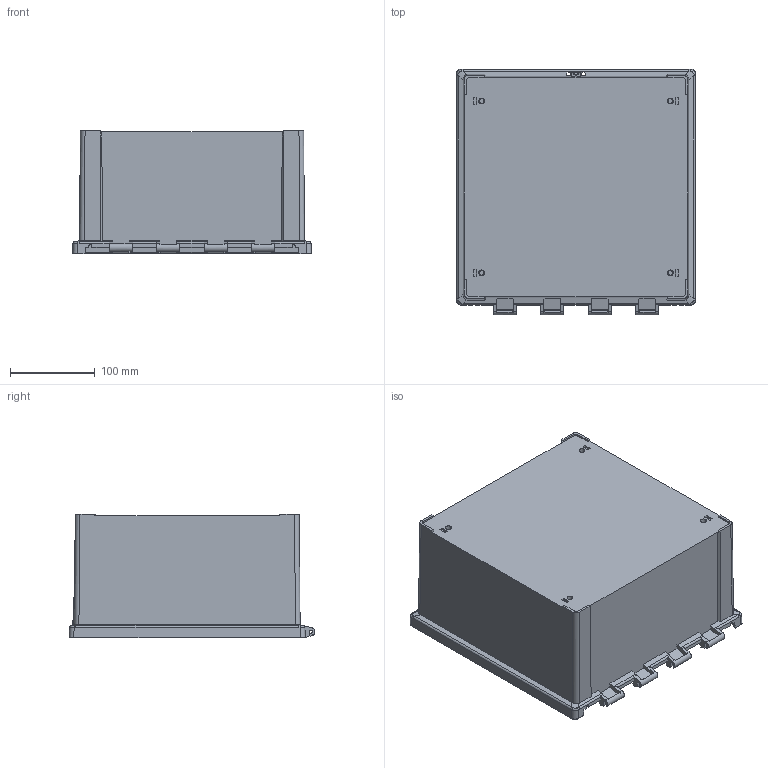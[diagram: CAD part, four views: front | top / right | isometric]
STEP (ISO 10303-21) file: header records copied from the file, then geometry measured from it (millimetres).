
FILE_DESCRIPTION (( 'STEP AP214' ), '1' );
FILE_NAME ('10x10_hinge_base.STEP', '2009-04-01T07:06:30', ( '' ), ( '' ), 'SwSTEP 2.0', 'SolidWorks 2008', '' );
FILE_SCHEMA (( 'AUTOMOTIVE_DESIGN' ));
Length unit declared in the file: millimetre
Products named in the file (1): 10x10_hinge_base
Bounding box: 282 x 290.27 x 145.75 mm (x, y, z)
Volume: 1060342.3 mm3; surface area: 466890.3 mm2
Topology: 1 solids, 5 shells, 628 faces, 1776 edges, 1176 vertices
Faces by surface type: plane 415, cylinder 93, cone 78, bspline 42
Entity records: 31999 total; most frequent: CARTESIAN_POINT 10173, ORIENTED_EDGE 3552, DIRECTION 2376, EDGE_CURVE 1776, VERTEX_POINT 1176, VECTOR 1078, LINE 1078, EDGE_LOOP 666
